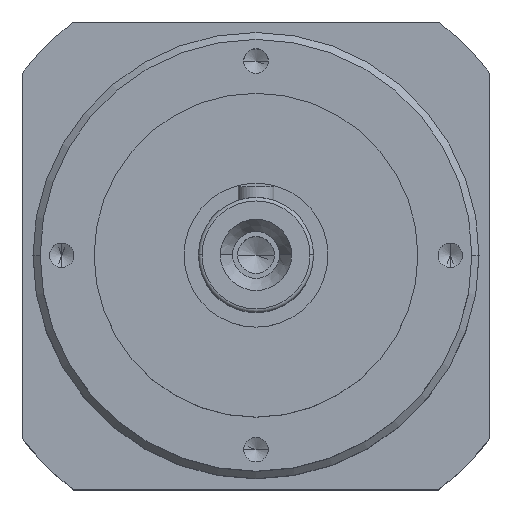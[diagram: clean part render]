
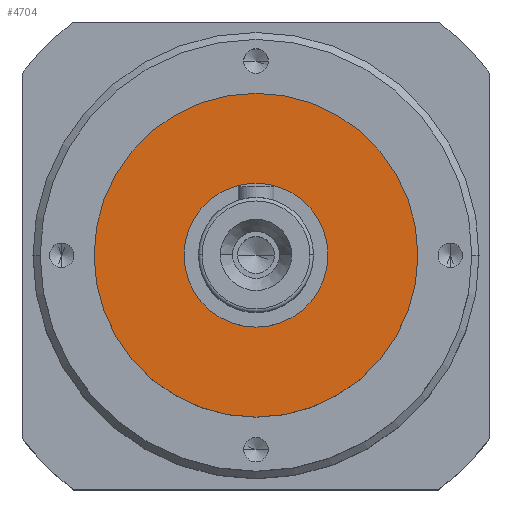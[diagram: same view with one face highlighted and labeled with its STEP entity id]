
A CAD part, top view. The second image highlights one B-rep face of the part: STEP entity #4704.
In plain terms, the highlighted planar face has unit normal (0, 0, 1).
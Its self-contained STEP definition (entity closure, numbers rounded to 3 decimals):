
#251 = AXIS2_PLACEMENT_3D ( 'NONE', #1580, #3282, #3382 ) ;
#481 = EDGE_CURVE ( 'NONE', #2590, #1612, #3077, .T. ) ;
#520 = DIRECTION ( 'NONE',  ( 1., 0., 0. ) ) ;
#1214 = EDGE_CURVE ( 'NONE', #2473, #2824, #1390, .T. ) ;
#1242 = DIRECTION ( 'NONE',  ( 0., 0., 1. ) ) ;
#1390 = CIRCLE ( 'NONE', #4414, 20. ) ;
#1580 = CARTESIAN_POINT ( 'NONE',  ( 0., 0., 79.5 ) ) ;
#1612 = VERTEX_POINT ( 'NONE', #3755 ) ;
#1638 = AXIS2_PLACEMENT_3D ( 'NONE', #2871, #1658, #2497 ) ;
#1658 = DIRECTION ( 'NONE',  ( 0., 0., 1. ) ) ;
#1683 = CARTESIAN_POINT ( 'NONE',  ( 0., 0., 79.5 ) ) ;
#1768 = PLANE ( 'NONE',  #251 ) ;
#1842 = DIRECTION ( 'NONE',  ( 0., 0., 1. ) ) ;
#1907 = EDGE_LOOP ( 'NONE', ( #4126, #1972 ) ) ;
#1914 = FACE_OUTER_BOUND ( 'NONE', #4578, .T. ) ;
#1915 = DIRECTION ( 'NONE',  ( 1., 0., 0. ) ) ;
#1930 = EDGE_CURVE ( 'NONE', #2824, #2473, #2608, .T. ) ;
#1972 = ORIENTED_EDGE ( 'NONE', *, *, #1214, .F. ) ;
#2473 = VERTEX_POINT ( 'NONE', #3001 ) ;
#2497 = DIRECTION ( 'NONE',  ( 1., 0., 0. ) ) ;
#2520 = DIRECTION ( 'NONE',  ( 0., 0., 1. ) ) ;
#2590 = VERTEX_POINT ( 'NONE', #4228 ) ;
#2608 = CIRCLE ( 'NONE', #1638, 20. ) ;
#2822 = ORIENTED_EDGE ( 'NONE', *, *, #3968, .T. ) ;
#2824 = VERTEX_POINT ( 'NONE', #4550 ) ;
#2871 = CARTESIAN_POINT ( 'NONE',  ( 0., 0., 79.5 ) ) ;
#3001 = CARTESIAN_POINT ( 'NONE',  ( 20., 0., 79.5 ) ) ;
#3021 = FACE_BOUND ( 'NONE', #1907, .T. ) ;
#3077 = CIRCLE ( 'NONE', #4631, 45. ) ;
#3282 = DIRECTION ( 'NONE',  ( 0., 0., 1. ) ) ;
#3382 = DIRECTION ( 'NONE',  ( 1., 0., 0. ) ) ;
#3594 = CIRCLE ( 'NONE', #4776, 45. ) ;
#3755 = CARTESIAN_POINT ( 'NONE',  ( 45., 0., 79.5 ) ) ;
#3922 = DIRECTION ( 'NONE',  ( 1., 0., 0. ) ) ;
#3968 = EDGE_CURVE ( 'NONE', #1612, #2590, #3594, .T. ) ;
#4126 = ORIENTED_EDGE ( 'NONE', *, *, #1930, .F. ) ;
#4228 = CARTESIAN_POINT ( 'NONE',  ( -45., 0., 79.5 ) ) ;
#4318 = ORIENTED_EDGE ( 'NONE', *, *, #481, .T. ) ;
#4414 = AXIS2_PLACEMENT_3D ( 'NONE', #4872, #1842, #1915 ) ;
#4550 = CARTESIAN_POINT ( 'NONE',  ( -20., 0., 79.5 ) ) ;
#4578 = EDGE_LOOP ( 'NONE', ( #4318, #2822 ) ) ;
#4631 = AXIS2_PLACEMENT_3D ( 'NONE', #1683, #2520, #3922 ) ;
#4704 = ADVANCED_FACE ( 'NONE', ( #3021, #1914 ), #1768, .T. ) ;
#4776 = AXIS2_PLACEMENT_3D ( 'NONE', #5331, #1242, #520 ) ;
#4872 = CARTESIAN_POINT ( 'NONE',  ( 0., 0., 79.5 ) ) ;
#5331 = CARTESIAN_POINT ( 'NONE',  ( 0., 0., 79.5 ) ) ;
